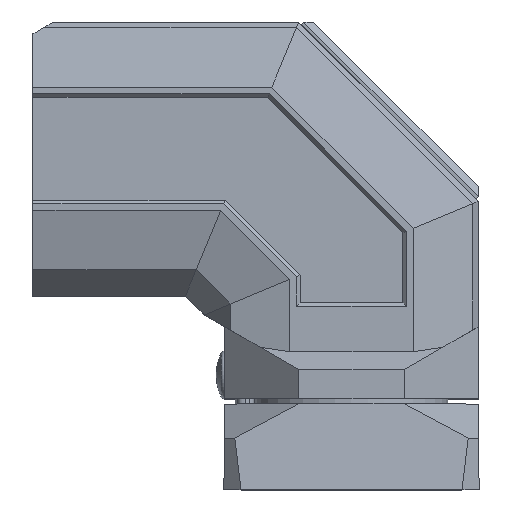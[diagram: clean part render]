
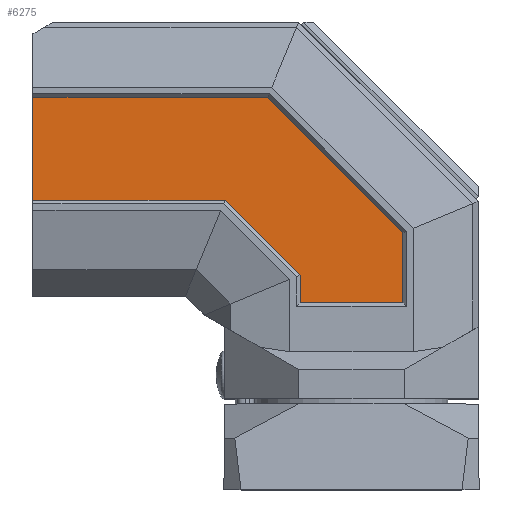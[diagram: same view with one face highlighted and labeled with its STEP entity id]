
A CAD part, top view. The second image highlights one B-rep face of the part: STEP entity #6275.
In plain terms, the highlighted face is planar.
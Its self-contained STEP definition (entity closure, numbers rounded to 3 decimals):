
#3501=DIRECTION('',(0.,1.,0.));
#3502=VECTOR('',#3501,30.);
#3503=CARTESIAN_POINT('',(27.,58.,93.));
#3504=LINE('',#3503,#3502);
#4009=DIRECTION('',(0.,0.,1.));
#4010=VECTOR('',#4009,30.);
#4011=CARTESIAN_POINT('',(27.,28.,-15.));
#4012=LINE('',#4011,#4010);
#4016=DIRECTION('',(0.,1.,0.));
#4017=VECTOR('',#4016,8.098);
#4018=CARTESIAN_POINT('',(27.,28.,15.));
#4019=LINE('',#4018,#4017);
#4023=DIRECTION('',(0.,0.707,0.707));
#4024=VECTOR('',#4023,30.974);
#4025=CARTESIAN_POINT('',(27.,36.098,15.));
#4026=LINE('',#4025,#4024);
#4030=DIRECTION('',(0.,0.,1.));
#4031=VECTOR('',#4030,56.098);
#4032=CARTESIAN_POINT('',(27.,58.,36.902));
#4033=LINE('',#4032,#4031);
#4079=DIRECTION('',(0.,0.,1.));
#4080=VECTOR('',#4079,68.525);
#4081=CARTESIAN_POINT('',(27.,88.,24.475));
#4082=LINE('',#4081,#4080);
#4093=DIRECTION('',(0.,0.707,0.707));
#4094=VECTOR('',#4093,55.826);
#4095=CARTESIAN_POINT('',(27.,48.525,-15.));
#4096=LINE('',#4095,#4094);
#4107=DIRECTION('',(0.,1.,0.));
#4108=VECTOR('',#4107,20.525);
#4109=CARTESIAN_POINT('',(27.,28.,-15.));
#4110=LINE('',#4109,#4108);
#5368=CARTESIAN_POINT('',(27.,28.,-15.));
#5369=CARTESIAN_POINT('',(27.,28.,15.));
#5370=VERTEX_POINT('',#5368);
#5371=VERTEX_POINT('',#5369);
#5453=CARTESIAN_POINT('',(27.,36.098,15.));
#5455=VERTEX_POINT('',#5453);
#5456=CARTESIAN_POINT('',(27.,48.525,-15.));
#5458=VERTEX_POINT('',#5456);
#5469=CARTESIAN_POINT('',(27.,58.,36.902));
#5471=VERTEX_POINT('',#5469);
#5472=CARTESIAN_POINT('',(27.,88.,24.475));
#5474=VERTEX_POINT('',#5472);
#5480=CARTESIAN_POINT('',(27.,58.,93.));
#5481=VERTEX_POINT('',#5480);
#5482=CARTESIAN_POINT('',(27.,88.,93.));
#5483=VERTEX_POINT('',#5482);
#6254=CARTESIAN_POINT('',(27.,30.,15.));
#6255=DIRECTION('',(1.,0.,0.));
#6256=DIRECTION('',(0.,0.,-1.));
#6257=AXIS2_PLACEMENT_3D('',#6254,#6255,#6256);
#6258=PLANE('',#6257);
#6259=ORIENTED_EDGE('',*,*,#6244,.T.);
#6261=ORIENTED_EDGE('',*,*,#6260,.T.);
#6263=ORIENTED_EDGE('',*,*,#6262,.T.);
#6265=ORIENTED_EDGE('',*,*,#6264,.T.);
#6266=ORIENTED_EDGE('',*,*,#5905,.T.);
#6268=ORIENTED_EDGE('',*,*,#6267,.F.);
#6270=ORIENTED_EDGE('',*,*,#6269,.F.);
#6272=ORIENTED_EDGE('',*,*,#6271,.F.);
#6273=EDGE_LOOP('',(#6259,#6261,#6263,#6265,#6266,#6268,#6270,#6272));
#6274=FACE_OUTER_BOUND('',#6273,.F.);
#6275=ADVANCED_FACE('',(#6274),#6258,.T.);
#5905=EDGE_CURVE('',#5481,#5483,#3504,.T.);
#6244=EDGE_CURVE('',#5370,#5371,#4012,.T.);
#6260=EDGE_CURVE('',#5371,#5455,#4019,.T.);
#6262=EDGE_CURVE('',#5455,#5471,#4026,.T.);
#6264=EDGE_CURVE('',#5471,#5481,#4033,.T.);
#6267=EDGE_CURVE('',#5474,#5483,#4082,.T.);
#6269=EDGE_CURVE('',#5458,#5474,#4096,.T.);
#6271=EDGE_CURVE('',#5370,#5458,#4110,.T.);
